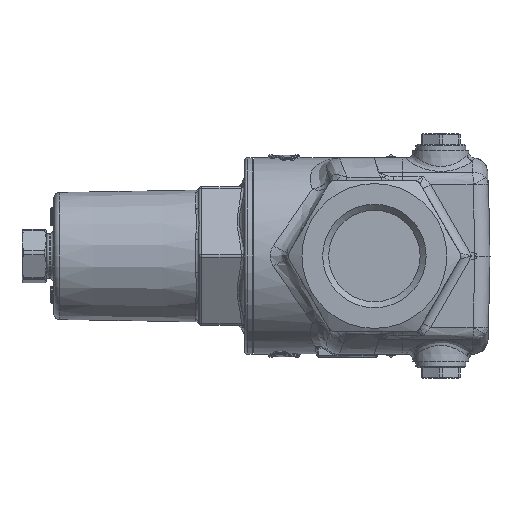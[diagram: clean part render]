
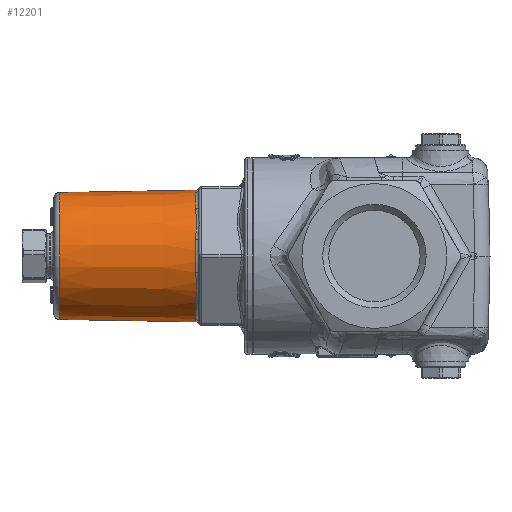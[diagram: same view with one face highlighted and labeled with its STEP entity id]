
A CAD part, left-side view. The second image highlights one B-rep face of the part: STEP entity #12201.
In plain terms, the highlighted conical face has half-angle 1 degrees and reference radius 21.55 mm.
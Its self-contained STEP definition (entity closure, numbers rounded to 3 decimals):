
#65=CONICAL_SURFACE('',#13008,21.55,0.017);
#346=LINE('',#21104,#754);
#754=VECTOR('',#14123,21.55);
#1753=FACE_OUTER_BOUND('',#2531,.T.);
#2531=EDGE_LOOP('',(#8756,#8757,#8758,#8759,#8760,#8761,#8762,#8763,#8764,
#8765,#8766,#8767,#8768,#8769,#8770,#8771));
#3463=B_SPLINE_CURVE_WITH_KNOTS('',3,(#20792,#20793,#20794,#20795,#20796,
#20797),.UNSPECIFIED.,.F.,.F.,(4,1,1,4),(-3.142,-1.346,
0.449,3.142),.UNSPECIFIED.);
#3465=B_SPLINE_CURVE_WITH_KNOTS('',3,(#20843,#20844,#20845,#20846,#20847,
#20848),.UNSPECIFIED.,.F.,.F.,(4,1,1,4),(-3.142,-1.346,
0.449,3.142),.UNSPECIFIED.);
#3467=B_SPLINE_CURVE_WITH_KNOTS('',3,(#20894,#20895,#20896,#20897,#20898,
#20899),.UNSPECIFIED.,.F.,.F.,(4,1,1,4),(-3.142,-1.346,
0.449,3.142),.UNSPECIFIED.);
#3469=B_SPLINE_CURVE_WITH_KNOTS('',3,(#20945,#20946,#20947,#20948,#20949,
#20950),.UNSPECIFIED.,.F.,.F.,(4,1,1,4),(-3.142,-1.346,
0.449,3.142),.UNSPECIFIED.);
#3471=B_SPLINE_CURVE_WITH_KNOTS('',3,(#20996,#20997,#20998,#20999,#21000,
#21001),.UNSPECIFIED.,.F.,.F.,(4,1,1,4),(-3.142,-1.346,
0.449,3.142),.UNSPECIFIED.);
#3473=B_SPLINE_CURVE_WITH_KNOTS('',3,(#21045,#21046,#21047,#21048,#21049),
 .UNSPECIFIED.,.F.,.F.,(4,1,4),(-3.142,-1.346,0.),
 .UNSPECIFIED.);
#3474=B_SPLINE_CURVE_WITH_KNOTS('',3,(#21050,#21051,#21052,#21053,#21054),
 .UNSPECIFIED.,.F.,.F.,(4,1,4),(0.,0.449,
3.142),.UNSPECIFIED.);
#4287=CIRCLE('',#12968,21.821);
#4291=CIRCLE('',#12973,21.821);
#4295=CIRCLE('',#12978,21.821);
#4299=CIRCLE('',#12983,21.821);
#4303=CIRCLE('',#12988,21.821);
#4307=CIRCLE('',#12993,21.821);
#4314=CIRCLE('',#13009,21.034);
#4926=VERTEX_POINT('',#20751);
#4929=VERTEX_POINT('',#20756);
#4931=VERTEX_POINT('',#20790);
#4933=VERTEX_POINT('',#20807);
#4935=VERTEX_POINT('',#20841);
#4937=VERTEX_POINT('',#20858);
#4939=VERTEX_POINT('',#20892);
#4941=VERTEX_POINT('',#20909);
#4943=VERTEX_POINT('',#20943);
#4945=VERTEX_POINT('',#20960);
#4947=VERTEX_POINT('',#20994);
#4949=VERTEX_POINT('',#21011);
#4950=VERTEX_POINT('',#21044);
#4963=VERTEX_POINT('',#21102);
#6314=EDGE_CURVE('',#4929,#4926,#4287,.T.);
#6316=EDGE_CURVE('',#4931,#4929,#3463,.T.);
#6320=EDGE_CURVE('',#4933,#4931,#4291,.T.);
#6322=EDGE_CURVE('',#4935,#4933,#3465,.T.);
#6326=EDGE_CURVE('',#4937,#4935,#4295,.T.);
#6328=EDGE_CURVE('',#4939,#4937,#3467,.T.);
#6332=EDGE_CURVE('',#4941,#4939,#4299,.T.);
#6334=EDGE_CURVE('',#4943,#4941,#3469,.T.);
#6338=EDGE_CURVE('',#4945,#4943,#4303,.T.);
#6340=EDGE_CURVE('',#4947,#4945,#3471,.T.);
#6344=EDGE_CURVE('',#4949,#4947,#4307,.T.);
#6345=EDGE_CURVE('',#4926,#4950,#3473,.T.);
#6346=EDGE_CURVE('',#4950,#4949,#3474,.T.);
#6368=EDGE_CURVE('',#4963,#4963,#4314,.T.);
#6369=EDGE_CURVE('',#4963,#4950,#346,.T.);
#8756=ORIENTED_EDGE('',*,*,#6368,.F.);
#8757=ORIENTED_EDGE('',*,*,#6369,.T.);
#8758=ORIENTED_EDGE('',*,*,#6345,.F.);
#8759=ORIENTED_EDGE('',*,*,#6314,.F.);
#8760=ORIENTED_EDGE('',*,*,#6316,.F.);
#8761=ORIENTED_EDGE('',*,*,#6320,.F.);
#8762=ORIENTED_EDGE('',*,*,#6322,.F.);
#8763=ORIENTED_EDGE('',*,*,#6326,.F.);
#8764=ORIENTED_EDGE('',*,*,#6328,.F.);
#8765=ORIENTED_EDGE('',*,*,#6332,.F.);
#8766=ORIENTED_EDGE('',*,*,#6334,.F.);
#8767=ORIENTED_EDGE('',*,*,#6338,.F.);
#8768=ORIENTED_EDGE('',*,*,#6340,.F.);
#8769=ORIENTED_EDGE('',*,*,#6344,.F.);
#8770=ORIENTED_EDGE('',*,*,#6346,.F.);
#8771=ORIENTED_EDGE('',*,*,#6369,.F.);
#12201=ADVANCED_FACE('',(#1753),#65,.T.);
#12968=AXIS2_PLACEMENT_3D('',#20758,#14025,#14026);
#12973=AXIS2_PLACEMENT_3D('',#20809,#14035,#14036);
#12978=AXIS2_PLACEMENT_3D('',#20860,#14045,#14046);
#12983=AXIS2_PLACEMENT_3D('',#20911,#14055,#14056);
#12988=AXIS2_PLACEMENT_3D('',#20962,#14065,#14066);
#12993=AXIS2_PLACEMENT_3D('',#21013,#14075,#14076);
#13008=AXIS2_PLACEMENT_3D('',#21101,#14119,#14120);
#13009=AXIS2_PLACEMENT_3D('',#21103,#14121,#14122);
#14025=DIRECTION('center_axis',(0.,-1.,0.));
#14026=DIRECTION('ref_axis',(0.,0.,
1.));
#14035=DIRECTION('center_axis',(0.,-1.,0.));
#14036=DIRECTION('ref_axis',(0.,0.,
1.));
#14045=DIRECTION('center_axis',(0.,-1.,0.));
#14046=DIRECTION('ref_axis',(0.,0.,
1.));
#14055=DIRECTION('center_axis',(0.,-1.,0.));
#14056=DIRECTION('ref_axis',(0.,0.,
1.));
#14065=DIRECTION('center_axis',(0.,-1.,0.));
#14066=DIRECTION('ref_axis',(0.,0.,
1.));
#14075=DIRECTION('center_axis',(0.,-1.,0.));
#14076=DIRECTION('ref_axis',(0.,0.,
1.));
#14119=DIRECTION('center_axis',(0.,-1.,0.));
#14120=DIRECTION('ref_axis',(0.,0.,
1.));
#14121=DIRECTION('center_axis',(0.,1.,0.));
#14122=DIRECTION('ref_axis',(0.,0.,
-1.));
#14123=DIRECTION('',(0.,-1.,-0.017));
#20751=CARTESIAN_POINT('',(-5.799,59.183,-21.036));
#20756=CARTESIAN_POINT('',(-15.318,59.183,-15.54));
#20758=CARTESIAN_POINT('Origin',(0.,59.183,
0.));
#20790=CARTESIAN_POINT('',(-21.117,59.183,-5.496));
#20792=CARTESIAN_POINT('Ctrl Pts',(-21.117,59.183,-5.496));
#20793=CARTESIAN_POINT('Ctrl Pts',(-20.835,59.183,-6.579));
#20794=CARTESIAN_POINT('Ctrl Pts',(-20.109,59.047,-8.698));
#20795=CARTESIAN_POINT('Ctrl Pts',(-18.278,58.949,-12.174));
#20796=CARTESIAN_POINT('Ctrl Pts',(-16.513,59.183,-14.362));
#20797=CARTESIAN_POINT('Ctrl Pts',(-15.318,59.183,-15.54));
#20807=CARTESIAN_POINT('',(-21.117,59.183,5.496));
#20809=CARTESIAN_POINT('Origin',(0.,59.183,
0.));
#20841=CARTESIAN_POINT('',(-15.318,59.183,15.54));
#20843=CARTESIAN_POINT('Ctrl Pts',(-15.318,59.183,15.54));
#20844=CARTESIAN_POINT('Ctrl Pts',(-16.115,59.183,14.755));
#20845=CARTESIAN_POINT('Ctrl Pts',(-17.587,59.047,13.066));
#20846=CARTESIAN_POINT('Ctrl Pts',(-19.682,58.949,9.742));
#20847=CARTESIAN_POINT('Ctrl Pts',(-20.695,59.183,7.12));
#20848=CARTESIAN_POINT('Ctrl Pts',(-21.117,59.183,5.496));
#20858=CARTESIAN_POINT('',(-5.799,59.183,21.036));
#20860=CARTESIAN_POINT('Origin',(0.,59.183,
0.));
#20892=CARTESIAN_POINT('',(5.799,59.183,21.036));
#20894=CARTESIAN_POINT('Ctrl Pts',(5.799,59.183,21.036));
#20895=CARTESIAN_POINT('Ctrl Pts',(4.72,59.183,21.333));
#20896=CARTESIAN_POINT('Ctrl Pts',(2.522,59.047,21.764));
#20897=CARTESIAN_POINT('Ctrl Pts',(-1.404,58.949,21.916));
#20898=CARTESIAN_POINT('Ctrl Pts',(-4.181,59.183,21.482));
#20899=CARTESIAN_POINT('Ctrl Pts',(-5.799,59.183,21.036));
#20909=CARTESIAN_POINT('',(15.318,59.183,15.54));
#20911=CARTESIAN_POINT('Origin',(0.,59.183,
0.));
#20943=CARTESIAN_POINT('',(21.117,59.183,5.496));
#20945=CARTESIAN_POINT('Ctrl Pts',(21.117,59.183,5.496));
#20946=CARTESIAN_POINT('Ctrl Pts',(20.835,59.183,6.579));
#20947=CARTESIAN_POINT('Ctrl Pts',(20.109,59.047,8.698));
#20948=CARTESIAN_POINT('Ctrl Pts',(18.278,58.949,12.174));
#20949=CARTESIAN_POINT('Ctrl Pts',(16.513,59.183,14.362));
#20950=CARTESIAN_POINT('Ctrl Pts',(15.318,59.183,15.54));
#20960=CARTESIAN_POINT('',(21.117,59.183,-5.496));
#20962=CARTESIAN_POINT('Origin',(0.,59.183,
0.));
#20994=CARTESIAN_POINT('',(15.318,59.183,-15.54));
#20996=CARTESIAN_POINT('Ctrl Pts',(15.318,59.183,-15.54));
#20997=CARTESIAN_POINT('Ctrl Pts',(16.115,59.183,-14.755));
#20998=CARTESIAN_POINT('Ctrl Pts',(17.587,59.047,-13.066));
#20999=CARTESIAN_POINT('Ctrl Pts',(19.682,58.949,-9.742));
#21000=CARTESIAN_POINT('Ctrl Pts',(20.695,59.183,-7.12));
#21001=CARTESIAN_POINT('Ctrl Pts',(21.117,59.183,-5.496));
#21011=CARTESIAN_POINT('',(5.799,59.183,-21.036));
#21013=CARTESIAN_POINT('Origin',(0.,59.183,
0.));
#21044=CARTESIAN_POINT('',(0.,59.005,-21.824));
#21045=CARTESIAN_POINT('Ctrl Pts',(-5.799,59.183,-21.036));
#21046=CARTESIAN_POINT('Ctrl Pts',(-4.72,59.183,-21.333));
#21047=CARTESIAN_POINT('Ctrl Pts',(-2.796,59.064,-21.71));
#21048=CARTESIAN_POINT('Ctrl Pts',(-0.839,59.006,-21.824));
#21049=CARTESIAN_POINT('Ctrl Pts',(0.,59.005,
-21.824));
#21050=CARTESIAN_POINT('Ctrl Pts',(0.,59.005,
-21.824));
#21051=CARTESIAN_POINT('Ctrl Pts',(0.28,59.004,-21.824));
#21052=CARTESIAN_POINT('Ctrl Pts',(2.237,59.019,-21.786));
#21053=CARTESIAN_POINT('Ctrl Pts',(4.181,59.183,-21.482));
#21054=CARTESIAN_POINT('Ctrl Pts',(5.799,59.183,-21.036));
#21101=CARTESIAN_POINT('Origin',(0.,74.7,
0.));
#21102=CARTESIAN_POINT('',(0.,104.269,-21.034));
#21103=CARTESIAN_POINT('Origin',(0.,104.269,
0.));
#21104=CARTESIAN_POINT('',(0.,74.7,-21.55));
